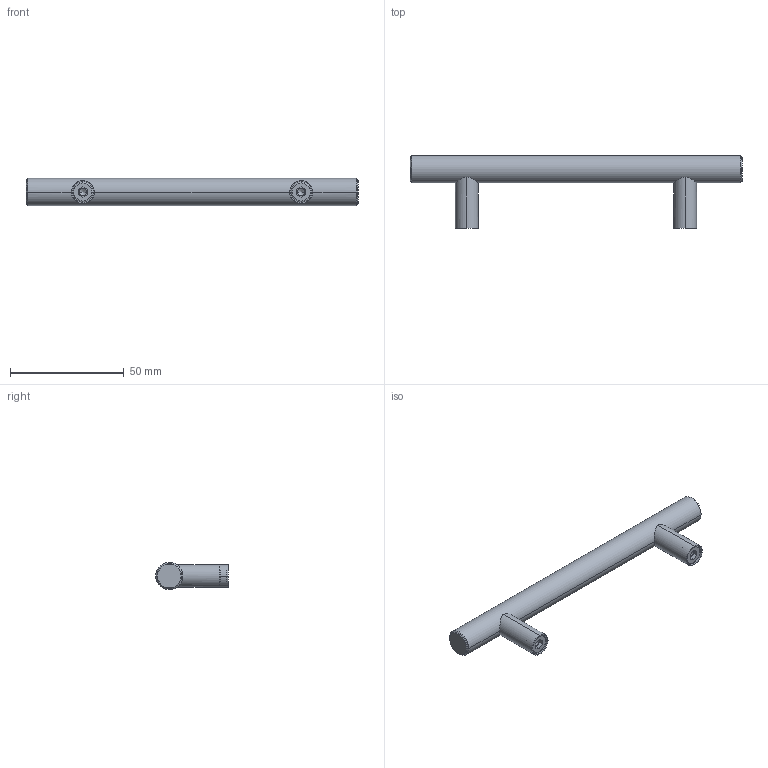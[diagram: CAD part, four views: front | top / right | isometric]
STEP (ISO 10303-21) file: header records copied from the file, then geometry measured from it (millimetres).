
FILE_DESCRIPTION(('Creo Elements/Direct Modeling STEP Export'),'2;1');
FILE_NAME('2660H-146.stp','2024-08-29T11:08:47',(''),(''),'Creo Elements/Direct Modeling STEP processor for AP214 (Solid Model)','Creo Elements/Direct Modeling 20.0 12-Nov-2016 (C) Parametric Technology GmbH','');
FILE_SCHEMA(('AUTOMOTIVE_DESIGN { 1 0 10303 214 1 1 1 1 }'));
Length unit declared in the file: millimetre
Products named in the file (9): Sockelfuss.1.1; Griffrohrabschluss.1; Griffrohr; Griffrohrabschluss.1.1; Griffrohr_gesamt; Schraube.1; Sockelfuss.1.1.1; Schraube.1.1; NI-12325
Assembly tree (8 placements, depth 3):
  NI-12325
    Schraube.1.1
    Sockelfuss.1.1.1
    Schraube.1
    Griffrohr_gesamt
      Griffrohrabschluss.1.1
      Griffrohr
      Griffrohrabschluss.1
    Sockelfuss.1.1
Bounding box: 146 x 32 x 12 mm (x, y, z)
Volume: 5033.5 mm3; surface area: 14797.9 mm2
Topology: 7 solids, 7 shells, 110 faces, 244 edges, 150 vertices
Faces by surface type: cylinder 50, plane 32, cone 20, torus 4, bspline 4
Entity records: 8394 total; most frequent: CARTESIAN_POINT 5807, ORIENTED_EDGE 480, DIRECTION 446, EDGE_CURVE 240, AXIS2_PLACEMENT_3D 171, VERTEX_POINT 150, EDGE_LOOP 126, FACE_OUTER_BOUND 110
